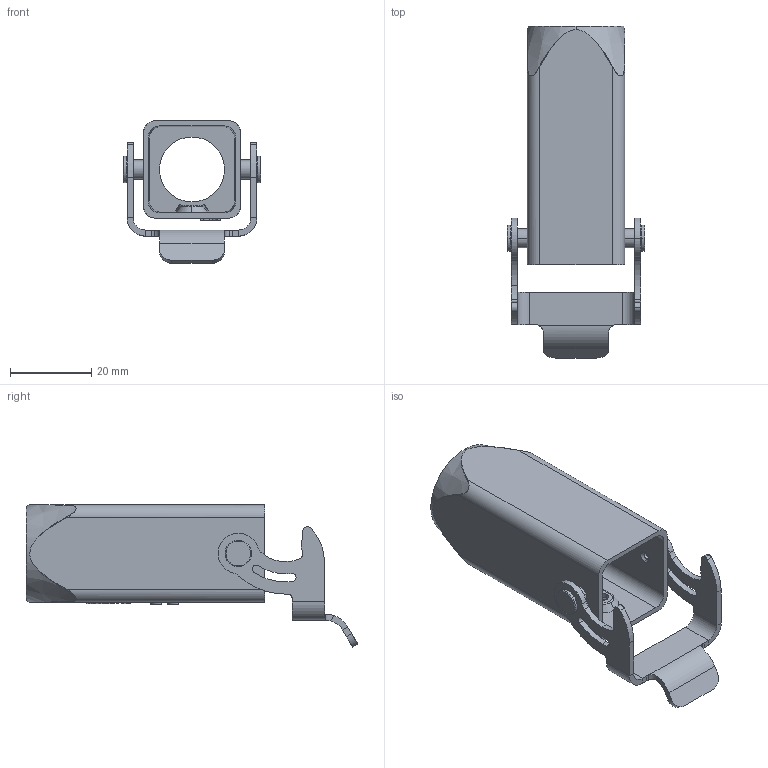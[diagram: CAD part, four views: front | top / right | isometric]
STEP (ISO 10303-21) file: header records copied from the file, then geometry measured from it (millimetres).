
FILE_DESCRIPTION((''),'2;1');
FILE_NAME('3D_1120037251002_H3A-MCCT-1L_S-','2023-12-11T',('yp.zhu'),(''),'PRO/ENGINEER BY PARAMETRIC TECHNOLOGY CORPORATION, 2012480','PRO/ENGINEER BY PARAMETRIC TECHNOLOGY CORPORATION, 2012480','');
FILE_SCHEMA(('CONFIG_CONTROL_DESIGN'));
Length unit declared in the file: millimetre
Products named in the file (1): 3D_1120037251002_H3A-MCCT-1L_S-
Bounding box: 34 x 81.77 x 35.11 mm (x, y, z)
Volume: 11740 mm3; surface area: 12777.8 mm2
Topology: 1 solids, 1 shells, 252 faces, 662 edges, 426 vertices
Faces by surface type: plane 109, cylinder 96, bspline 20, cone 18, torus 9
Entity records: 9407 total; most frequent: CARTESIAN_POINT 3208, ORIENTED_EDGE 1316, DIRECTION 1244, EDGE_CURVE 658, AXIS2_PLACEMENT_3D 441, VERTEX_POINT 426, VECTOR 362, LINE 362
